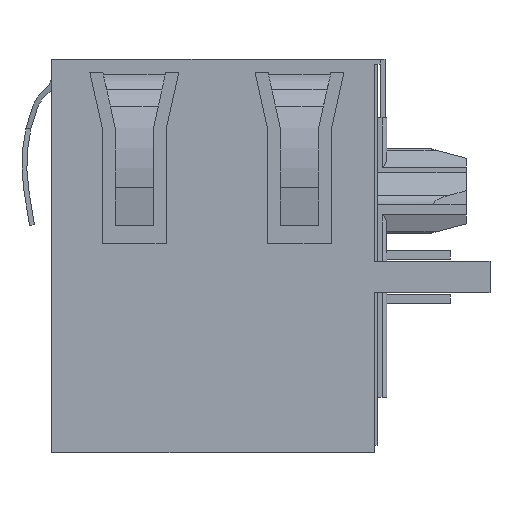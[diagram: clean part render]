
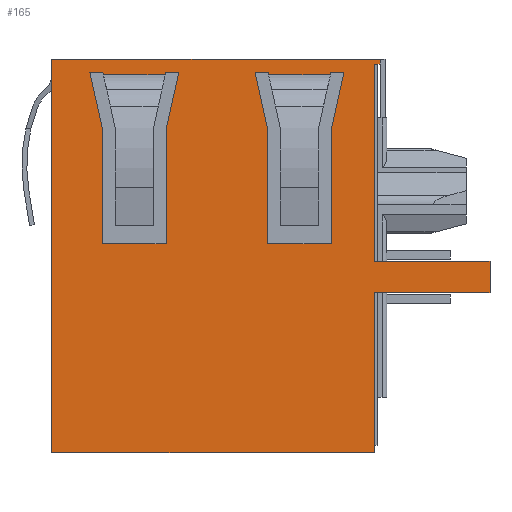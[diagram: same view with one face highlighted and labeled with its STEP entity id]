
A CAD part, left-side view. The second image highlights one B-rep face of the part: STEP entity #165.
In plain terms, the highlighted planar face has unit normal (-1, 0, 0).
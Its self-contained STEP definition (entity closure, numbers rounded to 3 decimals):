
#165=ADVANCED_FACE('',(#714,#715,#716),#717,.T.);
#714=FACE_OUTER_BOUND('',#1548,.T.);
#715=FACE_BOUND('',#1549,.T.);
#716=FACE_BOUND('',#1550,.T.);
#717=PLANE('',#1551);
#1548=EDGE_LOOP('',(#3295,#3296,#3297,#3298,#3299,#3300,#3301,#3302,#3303,#3304));
#1549=EDGE_LOOP('',(#3305,#3306,#3307,#3308,#3309,#3310,#3311,#3312,#3313,#3314));
#1550=EDGE_LOOP('',(#3315,#3316,#3317,#3318,#3319,#3320,#3321,#3322,#3323,#3324));
#1551=AXIS2_PLACEMENT_3D('',#3325,#3326,#3327);
#3295=ORIENTED_EDGE('',*,*,#5687,.T.);
#3296=ORIENTED_EDGE('',*,*,#6083,.T.);
#3297=ORIENTED_EDGE('',*,*,#5783,.F.);
#3298=ORIENTED_EDGE('',*,*,#5959,.T.);
#3299=ORIENTED_EDGE('',*,*,#6084,.F.);
#3300=ORIENTED_EDGE('',*,*,#6085,.F.);
#3301=ORIENTED_EDGE('',*,*,#6086,.T.);
#3302=ORIENTED_EDGE('',*,*,#6087,.F.);
#3303=ORIENTED_EDGE('',*,*,#5608,.F.);
#3304=ORIENTED_EDGE('',*,*,#6088,.F.);
#3305=ORIENTED_EDGE('',*,*,#6089,.F.);
#3306=ORIENTED_EDGE('',*,*,#6090,.F.);
#3307=ORIENTED_EDGE('',*,*,#6091,.F.);
#3308=ORIENTED_EDGE('',*,*,#6092,.F.);
#3309=ORIENTED_EDGE('',*,*,#6093,.F.);
#3310=ORIENTED_EDGE('',*,*,#6094,.T.);
#3311=ORIENTED_EDGE('',*,*,#6095,.F.);
#3312=ORIENTED_EDGE('',*,*,#6096,.F.);
#3313=ORIENTED_EDGE('',*,*,#6097,.F.);
#3314=ORIENTED_EDGE('',*,*,#6098,.T.);
#3315=ORIENTED_EDGE('',*,*,#6099,.F.);
#3316=ORIENTED_EDGE('',*,*,#6100,.F.);
#3317=ORIENTED_EDGE('',*,*,#6101,.F.);
#3318=ORIENTED_EDGE('',*,*,#6102,.F.);
#3319=ORIENTED_EDGE('',*,*,#6103,.F.);
#3320=ORIENTED_EDGE('',*,*,#6104,.T.);
#3321=ORIENTED_EDGE('',*,*,#6105,.F.);
#3322=ORIENTED_EDGE('',*,*,#6106,.F.);
#3323=ORIENTED_EDGE('',*,*,#6107,.F.);
#3324=ORIENTED_EDGE('',*,*,#6108,.T.);
#3325=CARTESIAN_POINT('',(-8.128,6.609,-0.196));
#3326=DIRECTION('',(-1.0,0.0,0.0));
#3327=DIRECTION('',(0.0,0.0,1.0));
#5608=EDGE_CURVE('',#6770,#6772,#6773,.T.);
#5687=EDGE_CURVE('',#6927,#6925,#6928,.T.);
#5783=EDGE_CURVE('',#7096,#7098,#7099,.T.);
#5959=EDGE_CURVE('',#7096,#7394,#7396,.T.);
#6083=EDGE_CURVE('',#6925,#7098,#7600,.T.);
#6084=EDGE_CURVE('',#7601,#7394,#7602,.T.);
#6085=EDGE_CURVE('',#7603,#7601,#7604,.T.);
#6086=EDGE_CURVE('',#7603,#7605,#7606,.T.);
#6087=EDGE_CURVE('',#6772,#7605,#7607,.T.);
#6088=EDGE_CURVE('',#6927,#6770,#7608,.T.);
#6089=EDGE_CURVE('',#7609,#7610,#7611,.T.);
#6090=EDGE_CURVE('',#7612,#7609,#7613,.T.);
#6091=EDGE_CURVE('',#7614,#7612,#7615,.T.);
#6092=EDGE_CURVE('',#7616,#7614,#7617,.T.);
#6093=EDGE_CURVE('',#7618,#7616,#7619,.T.);
#6094=EDGE_CURVE('',#7618,#7620,#7621,.T.);
#6095=EDGE_CURVE('',#7622,#7620,#7623,.T.);
#6096=EDGE_CURVE('',#7624,#7622,#7625,.T.);
#6097=EDGE_CURVE('',#7626,#7624,#7627,.T.);
#6098=EDGE_CURVE('',#7626,#7610,#7628,.T.);
#6099=EDGE_CURVE('',#7629,#7630,#7631,.T.);
#6100=EDGE_CURVE('',#7632,#7629,#7633,.T.);
#6101=EDGE_CURVE('',#7634,#7632,#7635,.T.);
#6102=EDGE_CURVE('',#7636,#7634,#7637,.T.);
#6103=EDGE_CURVE('',#7638,#7636,#7639,.T.);
#6104=EDGE_CURVE('',#7638,#7640,#7641,.T.);
#6105=EDGE_CURVE('',#7642,#7640,#7643,.T.);
#6106=EDGE_CURVE('',#7644,#7642,#7645,.T.);
#6107=EDGE_CURVE('',#7646,#7644,#7647,.T.);
#6108=EDGE_CURVE('',#7646,#7630,#7648,.T.);
#6770=VERTEX_POINT('',#8659);
#6772=VERTEX_POINT('',#8662);
#6773=LINE('',#8663,#8664);
#6925=VERTEX_POINT('',#8887);
#6927=VERTEX_POINT('',#8890);
#6928=LINE('',#8891,#8892);
#7096=VERTEX_POINT('',#9139);
#7098=VERTEX_POINT('',#9142);
#7099=LINE('',#9143,#9144);
#7394=VERTEX_POINT('',#9598);
#7396=LINE('',#9601,#9602);
#7600=LINE('',#9977,#9978);
#7601=VERTEX_POINT('',#9979);
#7602=LINE('',#9980,#9981);
#7603=VERTEX_POINT('',#9982);
#7604=LINE('',#9983,#9984);
#7605=VERTEX_POINT('',#9985);
#7606=LINE('',#9986,#9987);
#7607=LINE('',#9988,#9989);
#7608=LINE('',#9990,#9991);
#7609=VERTEX_POINT('',#9992);
#7610=VERTEX_POINT('',#9993);
#7611=LINE('',#9994,#9995);
#7612=VERTEX_POINT('',#9996);
#7613=LINE('',#9997,#9998);
#7614=VERTEX_POINT('',#9999);
#7615=LINE('',#10000,#10001);
#7616=VERTEX_POINT('',#10002);
#7617=LINE('',#10003,#10004);
#7618=VERTEX_POINT('',#10005);
#7619=LINE('',#10006,#10007);
#7620=VERTEX_POINT('',#10008);
#7621=LINE('',#10009,#10010);
#7622=VERTEX_POINT('',#10011);
#7623=LINE('',#10012,#10013);
#7624=VERTEX_POINT('',#10014);
#7625=LINE('',#10015,#10016);
#7626=VERTEX_POINT('',#10017);
#7627=LINE('',#10018,#10019);
#7628=LINE('',#10020,#10021);
#7629=VERTEX_POINT('',#10022);
#7630=VERTEX_POINT('',#10023);
#7631=LINE('',#10024,#10025);
#7632=VERTEX_POINT('',#10026);
#7633=LINE('',#10027,#10028);
#7634=VERTEX_POINT('',#10029);
#7635=LINE('',#10030,#10031);
#7636=VERTEX_POINT('',#10032);
#7637=LINE('',#10033,#10034);
#7638=VERTEX_POINT('',#10035);
#7639=LINE('',#10036,#10037);
#7640=VERTEX_POINT('',#10038);
#7641=LINE('',#10039,#10040);
#7642=VERTEX_POINT('',#10041);
#7643=LINE('',#10042,#10043);
#7644=VERTEX_POINT('',#10044);
#7645=LINE('',#10045,#10046);
#7646=VERTEX_POINT('',#10047);
#7647=LINE('',#10048,#10049);
#7648=LINE('',#10050,#10051);
#8659=CARTESIAN_POINT('',(-8.128,-6.294,-8.077));
#8662=CARTESIAN_POINT('',(-8.128,-10.917,-8.077));
#8663=CARTESIAN_POINT('',(-8.128,-6.294,-8.077));
#8664=VECTOR('',#11796,4.623);
#8887=CARTESIAN_POINT('',(-8.128,-6.53,-0.196));
#8890=CARTESIAN_POINT('',(-8.128,-6.294,-0.196));
#8891=CARTESIAN_POINT('',(-8.128,-6.294,-0.196));
#8892=VECTOR('',#11887,0.236);
#9139=CARTESIAN_POINT('',(-8.128,6.609,0.0));
#9142=CARTESIAN_POINT('',(-8.128,-6.53,0.0));
#9143=CARTESIAN_POINT('',(-8.128,6.609,0.0));
#9144=VECTOR('',#12013,13.139);
#9598=CARTESIAN_POINT('',(-8.128,6.609,-15.748));
#9601=CARTESIAN_POINT('',(-8.128,6.609,0.0));
#9602=VECTOR('',#12219,15.748);
#9977=CARTESIAN_POINT('',(-8.128,-6.53,-0.196));
#9978=VECTOR('',#12335,0.196);
#9979=CARTESIAN_POINT('',(-8.128,-6.294,-15.748));
#9980=CARTESIAN_POINT('',(-8.128,-6.294,-15.748));
#9981=VECTOR('',#12336,12.903);
#9982=CARTESIAN_POINT('',(-8.128,-6.294,-9.347));
#9983=CARTESIAN_POINT('',(-8.128,-6.294,-9.347));
#9984=VECTOR('',#12337,6.401);
#9985=CARTESIAN_POINT('',(-8.128,-10.917,-9.347));
#9986=CARTESIAN_POINT('',(-8.128,-6.294,-9.347));
#9987=VECTOR('',#12338,4.623);
#9988=CARTESIAN_POINT('',(-8.128,-10.917,-8.077));
#9989=VECTOR('',#12339,1.27);
#9990=CARTESIAN_POINT('',(-8.128,-6.294,-0.196));
#9991=VECTOR('',#12340,7.882);
#9992=CARTESIAN_POINT('',(-8.128,2.037,-2.819));
#9993=CARTESIAN_POINT('',(-8.128,1.529,-0.533));
#9994=CARTESIAN_POINT('',(-8.128,2.037,-2.819));
#9995=VECTOR('',#12341,2.342);
#9996=CARTESIAN_POINT('',(-8.128,2.037,-7.391));
#9997=CARTESIAN_POINT('',(-8.128,2.037,-7.391));
#9998=VECTOR('',#12342,4.572);
#9999=CARTESIAN_POINT('',(-8.128,4.577,-7.391));
#10000=CARTESIAN_POINT('',(-8.128,4.577,-7.391));
#10001=VECTOR('',#12343,2.54);
#10002=CARTESIAN_POINT('',(-8.128,4.577,-2.819));
#10003=CARTESIAN_POINT('',(-8.128,4.577,-2.819));
#10004=VECTOR('',#12344,4.572);
#10005=CARTESIAN_POINT('',(-8.128,5.085,-0.533));
#10006=CARTESIAN_POINT('',(-8.128,5.085,-0.533));
#10007=VECTOR('',#12345,2.342);
#10008=CARTESIAN_POINT('',(-8.128,4.565,-0.533));
#10009=CARTESIAN_POINT('',(-8.128,5.085,-0.533));
#10010=VECTOR('',#12346,0.52);
#10011=CARTESIAN_POINT('',(-8.128,4.542,-0.635));
#10012=CARTESIAN_POINT('',(-8.128,4.542,-0.635));
#10013=VECTOR('',#12347,0.104);
#10014=CARTESIAN_POINT('',(-8.128,2.072,-0.635));
#10015=CARTESIAN_POINT('',(-8.128,2.072,-0.635));
#10016=VECTOR('',#12348,2.47);
#10017=CARTESIAN_POINT('',(-8.128,2.049,-0.533));
#10018=CARTESIAN_POINT('',(-8.128,2.049,-0.533));
#10019=VECTOR('',#12349,0.104);
#10020=CARTESIAN_POINT('',(-8.128,2.049,-0.533));
#10021=VECTOR('',#12350,0.52);
#10022=CARTESIAN_POINT('',(-8.128,-4.567,-2.819));
#10023=CARTESIAN_POINT('',(-8.128,-5.075,-0.533));
#10024=CARTESIAN_POINT('',(-8.128,-4.567,-2.819));
#10025=VECTOR('',#12351,2.342);
#10026=CARTESIAN_POINT('',(-8.128,-4.567,-7.391));
#10027=CARTESIAN_POINT('',(-8.128,-4.567,-7.391));
#10028=VECTOR('',#12352,4.572);
#10029=CARTESIAN_POINT('',(-8.128,-2.027,-7.391));
#10030=CARTESIAN_POINT('',(-8.128,-2.027,-7.391));
#10031=VECTOR('',#12353,2.54);
#10032=CARTESIAN_POINT('',(-8.128,-2.027,-2.819));
#10033=CARTESIAN_POINT('',(-8.128,-2.027,-2.819));
#10034=VECTOR('',#12354,4.572);
#10035=CARTESIAN_POINT('',(-8.128,-1.519,-0.533));
#10036=CARTESIAN_POINT('',(-8.128,-1.519,-0.533));
#10037=VECTOR('',#12355,2.342);
#10038=CARTESIAN_POINT('',(-8.128,-2.039,-0.533));
#10039=CARTESIAN_POINT('',(-8.128,-1.519,-0.533));
#10040=VECTOR('',#12356,0.52);
#10041=CARTESIAN_POINT('',(-8.128,-2.062,-0.635));
#10042=CARTESIAN_POINT('',(-8.128,-2.062,-0.635));
#10043=VECTOR('',#12357,0.104);
#10044=CARTESIAN_POINT('',(-8.128,-4.532,-0.635));
#10045=CARTESIAN_POINT('',(-8.128,-4.532,-0.635));
#10046=VECTOR('',#12358,2.47);
#10047=CARTESIAN_POINT('',(-8.128,-4.555,-0.533));
#10048=CARTESIAN_POINT('',(-8.128,-4.555,-0.533));
#10049=VECTOR('',#12359,0.104);
#10050=CARTESIAN_POINT('',(-8.128,-4.555,-0.533));
#10051=VECTOR('',#12360,0.52);
#11796=DIRECTION('',(0.0,-1.0,0.0));
#11887=DIRECTION('',(0.0,-1.0,0.0));
#12013=DIRECTION('',(0.0,-1.0,0.0));
#12219=DIRECTION('',(0.0,0.0,-1.0));
#12335=DIRECTION('',(0.0,0.0,1.0));
#12336=DIRECTION('',(0.0,1.0,0.0));
#12337=DIRECTION('',(0.0,0.0,-1.0));
#12338=DIRECTION('',(0.0,-1.0,0.0));
#12339=DIRECTION('',(0.0,0.0,-1.0));
#12340=DIRECTION('',(0.0,0.0,-1.0));
#12341=DIRECTION('',(0.0,-0.217,0.976));
#12342=DIRECTION('',(0.0,0.0,1.0));
#12343=DIRECTION('',(0.0,-1.0,0.0));
#12344=DIRECTION('',(0.0,0.0,-1.0));
#12345=DIRECTION('',(0.0,-0.217,-0.976));
#12346=DIRECTION('',(0.0,-1.0,0.0));
#12347=DIRECTION('',(0.0,0.217,0.976));
#12348=DIRECTION('',(0.0,1.0,0.0));
#12349=DIRECTION('',(0.0,0.217,-0.976));
#12350=DIRECTION('',(0.0,-1.0,0.0));
#12351=DIRECTION('',(0.0,-0.217,0.976));
#12352=DIRECTION('',(0.0,0.0,1.0));
#12353=DIRECTION('',(0.0,-1.0,0.0));
#12354=DIRECTION('',(0.0,0.0,-1.0));
#12355=DIRECTION('',(0.0,-0.217,-0.976));
#12356=DIRECTION('',(0.0,-1.0,0.0));
#12357=DIRECTION('',(0.0,0.217,0.976));
#12358=DIRECTION('',(0.0,1.0,0.0));
#12359=DIRECTION('',(0.0,0.217,-0.976));
#12360=DIRECTION('',(0.0,-1.0,0.0));
